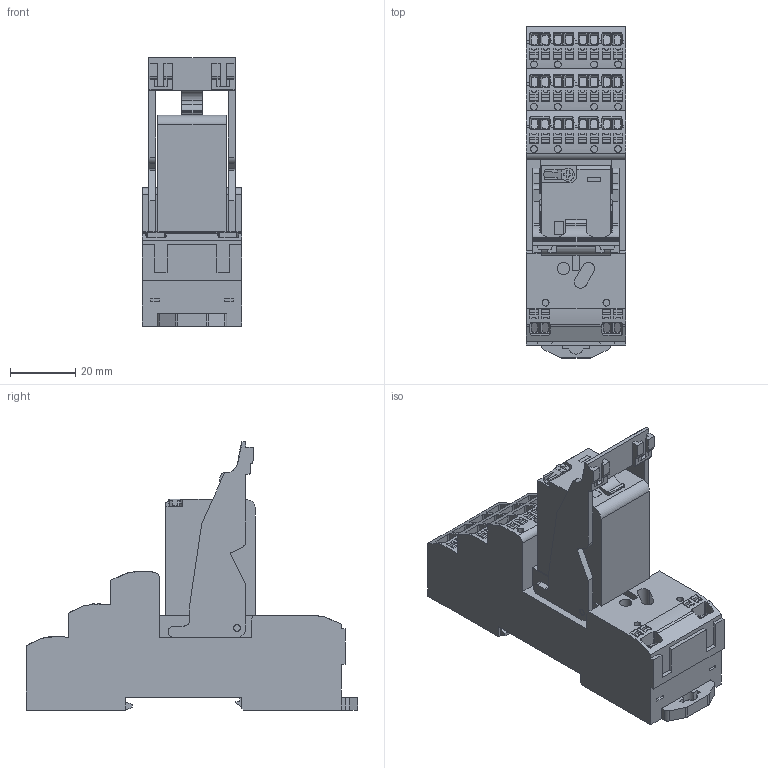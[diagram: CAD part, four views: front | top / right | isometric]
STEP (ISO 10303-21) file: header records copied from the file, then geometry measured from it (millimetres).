
FILE_DESCRIPTION(('CATIA V5R24 STEP','CAx-IF Rec.Pracs.--- Model Styling and Organization---1.2---2011-12-15'),'2;1');
FILE_NAME ('D1343175_1', '2018-10-01T12:01:54+00:00', ('Weidmueller Interface'), ('Weidmueller'), 'CATIA Version 5-6 Release 2014 SP4', 'CATIA V5 STEP AP214', 'none');
FILE_SCHEMA(('AUTOMOTIVE_DESIGN { 1 0 10303 214 1 1 1 1 }'));
Products named in the file (1): 2576020000
Bounding box: 30.6 x 101.8 x 82.3 mm (x, y, z)
Volume: 106005 mm3; surface area: 34519.4 mm2
Topology: 47 solids, 47 shells, 1990 faces, 6088 edges, 4260 vertices
Faces by surface type: plane 1573, cylinder 349, extrusion 68
Entity records: 74076 total; most frequent: CARTESIAN_POINT 19789, ORIENTED_EDGE 12176, DIRECTION 8615, EDGE_CURVE 6088, VECTOR 4616, LINE 4548, VERTEX_POINT 4260, AXIS2_PLACEMENT_3D 2320
